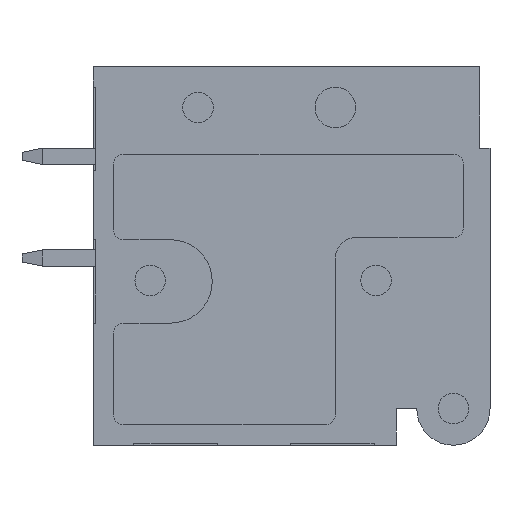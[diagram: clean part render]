
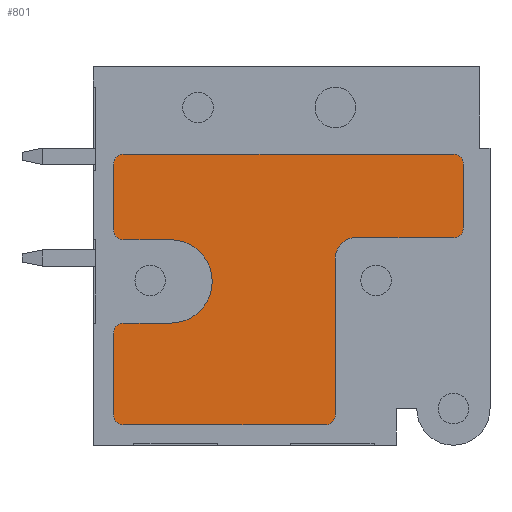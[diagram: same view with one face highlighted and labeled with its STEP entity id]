
A CAD part, left-side view. The second image highlights one B-rep face of the part: STEP entity #801.
In plain terms, the highlighted planar face has unit normal (-1, 0, 0).
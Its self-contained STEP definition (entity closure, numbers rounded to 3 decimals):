
#801 = ADVANCED_FACE( '', ( #1754 ), #1755, .F. );
#1754 = FACE_OUTER_BOUND( '', #3115, .T. );
#1755 = PLANE( '', #3116 );
#3115 = EDGE_LOOP( '', ( #5363, #5364, #5365, #5366, #5367, #5368, #5369, #5370, #5371, #5372, #5373, #5374, #5375, #5376, #5377, #5378, #5379, #5380 ) );
#3116 = AXIS2_PLACEMENT_3D( '', #5381, #5382, #5383 );
#5363 = ORIENTED_EDGE( '', *, *, #8028, .T. );
#5364 = ORIENTED_EDGE( '', *, *, #8029, .T. );
#5365 = ORIENTED_EDGE( '', *, *, #8030, .T. );
#5366 = ORIENTED_EDGE( '', *, *, #8031, .T. );
#5367 = ORIENTED_EDGE( '', *, *, #7824, .T. );
#5368 = ORIENTED_EDGE( '', *, *, #7728, .T. );
#5369 = ORIENTED_EDGE( '', *, *, #8032, .T. );
#5370 = ORIENTED_EDGE( '', *, *, #7570, .T. );
#5371 = ORIENTED_EDGE( '', *, *, #7419, .T. );
#5372 = ORIENTED_EDGE( '', *, *, #8033, .T. );
#5373 = ORIENTED_EDGE( '', *, *, #8034, .T. );
#5374 = ORIENTED_EDGE( '', *, *, #8035, .T. );
#5375 = ORIENTED_EDGE( '', *, *, #7641, .T. );
#5376 = ORIENTED_EDGE( '', *, *, #8036, .T. );
#5377 = ORIENTED_EDGE( '', *, *, #7602, .T. );
#5378 = ORIENTED_EDGE( '', *, *, #8037, .T. );
#5379 = ORIENTED_EDGE( '', *, *, #7579, .T. );
#5380 = ORIENTED_EDGE( '', *, *, #8038, .T. );
#5381 = CARTESIAN_POINT( '', ( -2.3, 5.7, -0.15 ) );
#5382 = DIRECTION( '', ( 1., 0., 0. ) );
#5383 = DIRECTION( '', ( 0., 0., -1. ) );
#7419 = EDGE_CURVE( '', #8752, #8753, #8754, .T. );
#7570 = EDGE_CURVE( '', #9019, #8752, #9020, .F. );
#7579 = EDGE_CURVE( '', #9035, #9033, #9036, .T. );
#7602 = EDGE_CURVE( '', #9075, #9073, #9076, .T. );
#7641 = EDGE_CURVE( '', #9138, #9136, #9139, .T. );
#7728 = EDGE_CURVE( '', #9285, #9286, #9287, .F. );
#7824 = EDGE_CURVE( '', #9441, #9285, #9442, .T. );
#8028 = EDGE_CURVE( '', #9751, #9752, #9753, .T. );
#8029 = EDGE_CURVE( '', #9752, #9754, #9755, .F. );
#8030 = EDGE_CURVE( '', #9754, #9756, #9757, .T. );
#8031 = EDGE_CURVE( '', #9756, #9441, #9758, .T. );
#8032 = EDGE_CURVE( '', #9286, #9019, #9759, .T. );
#8033 = EDGE_CURVE( '', #8753, #9760, #9761, .F. );
#8034 = EDGE_CURVE( '', #9760, #9762, #9763, .T. );
#8035 = EDGE_CURVE( '', #9762, #9138, #9764, .T. );
#8036 = EDGE_CURVE( '', #9136, #9075, #9765, .F. );
#8037 = EDGE_CURVE( '', #9073, #9035, #9766, .F. );
#8038 = EDGE_CURVE( '', #9033, #9751, #9767, .F. );
#8752 = VERTEX_POINT( '', #10667 );
#8753 = VERTEX_POINT( '', #10668 );
#8754 = LINE( '', #10669, #10670 );
#9019 = VERTEX_POINT( '', #11136 );
#9020 = CIRCLE( '', #11137, 0.5 );
#9033 = VERTEX_POINT( '', #11152 );
#9035 = VERTEX_POINT( '', #11155 );
#9036 = LINE( '', #11156, #11157 );
#9073 = VERTEX_POINT( '', #11220 );
#9075 = VERTEX_POINT( '', #11223 );
#9076 = LINE( '', #11224, #11225 );
#9136 = VERTEX_POINT( '', #11314 );
#9138 = VERTEX_POINT( '', #11317 );
#9139 = LINE( '', #11318, #11319 );
#9285 = VERTEX_POINT( '', #11518 );
#9286 = VERTEX_POINT( '', #11519 );
#9287 = CIRCLE( '', #11520, 0.5 );
#9441 = VERTEX_POINT( '', #11751 );
#9442 = LINE( '', #11752, #11753 );
#9751 = VERTEX_POINT( '', #12245 );
#9752 = VERTEX_POINT( '', #12246 );
#9753 = LINE( '', #12247, #12248 );
#9754 = VERTEX_POINT( '', #12249 );
#9755 = CIRCLE( '', #12250, 0.5 );
#9756 = VERTEX_POINT( '', #12251 );
#9757 = LINE( '', #12252, #12253 );
#9758 = CIRCLE( '', #12254, 2.05 );
#9759 = LINE( '', #12255, #12256 );
#9760 = VERTEX_POINT( '', #12257 );
#9761 = CIRCLE( '', #12258, 0.5 );
#9762 = VERTEX_POINT( '', #12259 );
#9763 = LINE( '', #12260, #12261 );
#9764 = CIRCLE( '', #12262, 1. );
#9765 = CIRCLE( '', #12263, 0.5 );
#9766 = CIRCLE( '', #12264, 0.5 );
#9767 = CIRCLE( '', #12265, 0.5 );
#10667 = CARTESIAN_POINT( '', ( -2.3, 8., -7.2 ) );
#10668 = CARTESIAN_POINT( '', ( -2.3, -1.9, -7.2 ) );
#10669 = CARTESIAN_POINT( '', ( -2.3, 8.5, -7.2 ) );
#10670 = VECTOR( '', #13443, 1000. );
#11136 = CARTESIAN_POINT( '', ( -2.3, 8.5, -6.7 ) );
#11137 = AXIS2_PLACEMENT_3D( '', #13606, #13607, #13608 );
#11152 = CARTESIAN_POINT( '', ( -2.3, 8., 6.1 ) );
#11155 = CARTESIAN_POINT( '', ( -2.3, -8.2, 6.1 ) );
#11156 = CARTESIAN_POINT( '', ( -2.3, -8.7, 6.1 ) );
#11157 = VECTOR( '', #13621, 1000. );
#11220 = CARTESIAN_POINT( '', ( -2.3, -8.7, 5.6 ) );
#11223 = CARTESIAN_POINT( '', ( -2.3, -8.7, 2.5 ) );
#11224 = CARTESIAN_POINT( '', ( -2.3, -8.7, 2. ) );
#11225 = VECTOR( '', #13639, 1000. );
#11314 = CARTESIAN_POINT( '', ( -2.3, -8.2, 2. ) );
#11317 = CARTESIAN_POINT( '', ( -2.3, -3.4, 2. ) );
#11318 = CARTESIAN_POINT( '', ( -2.3, -2.4, 2. ) );
#11319 = VECTOR( '', #13676, 1000. );
#11518 = CARTESIAN_POINT( '', ( -2.3, 8., -2.2 ) );
#11519 = CARTESIAN_POINT( '', ( -2.3, 8.5, -2.7 ) );
#11520 = AXIS2_PLACEMENT_3D( '', #13787, #13788, #13789 );
#11751 = CARTESIAN_POINT( '', ( -2.3, 5.7, -2.2 ) );
#11752 = CARTESIAN_POINT( '', ( -2.3, 8.5, -2.2 ) );
#11753 = VECTOR( '', #13879, 1000. );
#12245 = CARTESIAN_POINT( '', ( -2.3, 8.5, 5.6 ) );
#12246 = CARTESIAN_POINT( '', ( -2.3, 8.5, 2.4 ) );
#12247 = CARTESIAN_POINT( '', ( -2.3, 8.5, 6.1 ) );
#12248 = VECTOR( '', #14080, 1000. );
#12249 = CARTESIAN_POINT( '', ( -2.3, 8., 1.9 ) );
#12250 = AXIS2_PLACEMENT_3D( '', #14081, #14082, #14083 );
#12251 = CARTESIAN_POINT( '', ( -2.3, 5.7, 1.9 ) );
#12252 = CARTESIAN_POINT( '', ( -2.3, 8.5, 1.9 ) );
#12253 = VECTOR( '', #14084, 1000. );
#12254 = AXIS2_PLACEMENT_3D( '', #14085, #14086, #14087 );
#12255 = CARTESIAN_POINT( '', ( -2.3, 8.5, -2.2 ) );
#12256 = VECTOR( '', #14088, 1000. );
#12257 = CARTESIAN_POINT( '', ( -2.3, -2.4, -6.7 ) );
#12258 = AXIS2_PLACEMENT_3D( '', #14089, #14090, #14091 );
#12259 = CARTESIAN_POINT( '', ( -2.3, -2.4, 1. ) );
#12260 = CARTESIAN_POINT( '', ( -2.3, -2.4, -7.2 ) );
#12261 = VECTOR( '', #14092, 1000. );
#12262 = AXIS2_PLACEMENT_3D( '', #14093, #14094, #14095 );
#12263 = AXIS2_PLACEMENT_3D( '', #14096, #14097, #14098 );
#12264 = AXIS2_PLACEMENT_3D( '', #14099, #14100, #14101 );
#12265 = AXIS2_PLACEMENT_3D( '', #14102, #14103, #14104 );
#13443 = DIRECTION( '', ( 0., -1., 0. ) );
#13606 = CARTESIAN_POINT( '', ( -2.3, 8., -6.7 ) );
#13607 = DIRECTION( '', ( 1., 0., 0. ) );
#13608 = DIRECTION( '', ( 0., 0., -1. ) );
#13621 = DIRECTION( '', ( 0., 1., 0. ) );
#13639 = DIRECTION( '', ( 0., 0., 1. ) );
#13676 = DIRECTION( '', ( 0., -1., 0. ) );
#13787 = CARTESIAN_POINT( '', ( -2.3, 8., -2.7 ) );
#13788 = DIRECTION( '', ( 1., 0., 0. ) );
#13789 = DIRECTION( '', ( 0., 0., -1. ) );
#13879 = DIRECTION( '', ( 0., 1., 0. ) );
#14080 = DIRECTION( '', ( 0., 0., -1. ) );
#14081 = CARTESIAN_POINT( '', ( -2.3, 8., 2.4 ) );
#14082 = DIRECTION( '', ( 1., 0., 0. ) );
#14083 = DIRECTION( '', ( 0., 0., -1. ) );
#14084 = DIRECTION( '', ( 0., -1., 0. ) );
#14085 = CARTESIAN_POINT( '', ( -2.3, 5.7, -0.15 ) );
#14086 = DIRECTION( '', ( 1., 0., 0. ) );
#14087 = DIRECTION( '', ( 0., 1., 0. ) );
#14088 = DIRECTION( '', ( 0., 0., -1. ) );
#14089 = CARTESIAN_POINT( '', ( -2.3, -1.9, -6.7 ) );
#14090 = DIRECTION( '', ( 1., 0., 0. ) );
#14091 = DIRECTION( '', ( 0., 0., -1. ) );
#14092 = DIRECTION( '', ( 0., 0., 1. ) );
#14093 = CARTESIAN_POINT( '', ( -2.3, -3.4, 1. ) );
#14094 = DIRECTION( '', ( 1., 0., 0. ) );
#14095 = DIRECTION( '', ( 0., 0., -1. ) );
#14096 = CARTESIAN_POINT( '', ( -2.3, -8.2, 2.5 ) );
#14097 = DIRECTION( '', ( 1., 0., 0. ) );
#14098 = DIRECTION( '', ( 0., 0., -1. ) );
#14099 = CARTESIAN_POINT( '', ( -2.3, -8.2, 5.6 ) );
#14100 = DIRECTION( '', ( 1., 0., 0. ) );
#14101 = DIRECTION( '', ( 0., 0., -1. ) );
#14102 = CARTESIAN_POINT( '', ( -2.3, 8., 5.6 ) );
#14103 = DIRECTION( '', ( 1., 0., 0. ) );
#14104 = DIRECTION( '', ( 0., 0., -1. ) );
